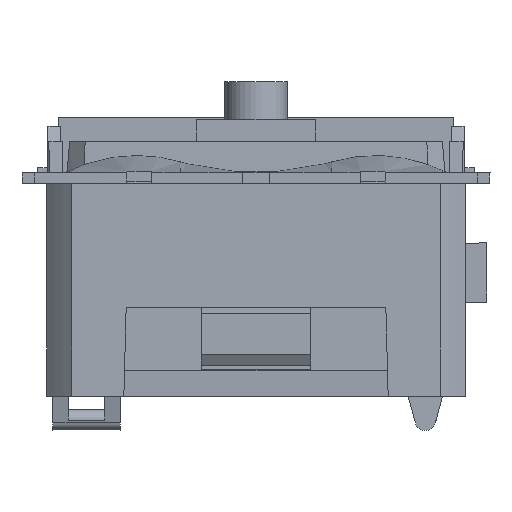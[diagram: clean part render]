
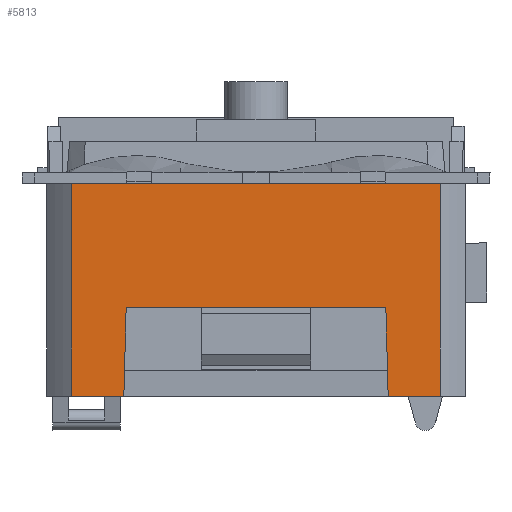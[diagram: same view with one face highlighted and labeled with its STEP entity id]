
A CAD part, front view. The second image highlights one B-rep face of the part: STEP entity #5813.
In plain terms, the highlighted planar face has unit normal (0, -1, 0).
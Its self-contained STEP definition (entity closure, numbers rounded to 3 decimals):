
#5777=AXIS2_PLACEMENT_3D('Plane Axis2P3D',#5774,#5775,#5776) ;
#2239=CARTESIAN_POINT('Vertex',(17.745,-9.1,-20.5)) ;
#2242=CARTESIAN_POINT('Line Origine',(15.233,-9.1,-20.5)) ;
#2246=CARTESIAN_POINT('Vertex',(12.722,-9.1,-20.5)) ;
#2295=CARTESIAN_POINT('Vertex',(-12.723,-9.1,-20.5)) ;
#2298=CARTESIAN_POINT('Line Origine',(-15.234,-9.1,-20.5)) ;
#2302=CARTESIAN_POINT('Vertex',(-17.745,-9.1,-20.5)) ;
#3792=CARTESIAN_POINT('Vertex',(-17.745,-9.1,0.)) ;
#3795=CARTESIAN_POINT('Line Origine',(0.,-9.1,0.)) ;
#3799=CARTESIAN_POINT('Vertex',(17.745,-9.1,0.)) ;
#5762=CARTESIAN_POINT('Line Origine',(-17.745,-9.1,-10.25)) ;
#5774=CARTESIAN_POINT('Axis2P3D Location',(-17.745,-9.1,0.)) ;
#5779=CARTESIAN_POINT('Line Origine',(12.611,-9.1,-16.25)) ;
#5783=CARTESIAN_POINT('Vertex',(12.5,-9.1,-12.)) ;
#5786=CARTESIAN_POINT('Line Origine',(17.745,-9.1,-10.25)) ;
#5791=CARTESIAN_POINT('Line Origine',(-12.612,-9.1,-16.25)) ;
#5795=CARTESIAN_POINT('Vertex',(-12.5,-9.1,-12.)) ;
#5798=CARTESIAN_POINT('Line Origine',(0.,-9.1,-12.)) ;
#2243=DIRECTION('Vector Direction',(1.,0.,0.)) ;
#2299=DIRECTION('Vector Direction',(1.,0.,0.)) ;
#3796=DIRECTION('Vector Direction',(1.,0.,0.)) ;
#5763=DIRECTION('Vector Direction',(0.,0.,1.)) ;
#5775=DIRECTION('Axis2P3D Direction',(-0.,1.,0.)) ;
#5776=DIRECTION('Axis2P3D XDirection',(1.,0.,0.)) ;
#5780=DIRECTION('Vector Direction',(0.026,0.,-1.)) ;
#5787=DIRECTION('Vector Direction',(0.,0.,-1.)) ;
#5792=DIRECTION('Vector Direction',(-0.026,0.,-1.)) ;
#5799=DIRECTION('Vector Direction',(1.,0.,0.)) ;
#2244=VECTOR('Line Direction',#2243,1.) ;
#2300=VECTOR('Line Direction',#2299,1.) ;
#3797=VECTOR('Line Direction',#3796,1.) ;
#5764=VECTOR('Line Direction',#5763,1.) ;
#5781=VECTOR('Line Direction',#5780,1.) ;
#5788=VECTOR('Line Direction',#5787,1.) ;
#5793=VECTOR('Line Direction',#5792,1.) ;
#5800=VECTOR('Line Direction',#5799,1.) ;
#5804=ORIENTED_EDGE('',*,*,#5785,.T.) ;
#5805=ORIENTED_EDGE('',*,*,#2248,.T.) ;
#5806=ORIENTED_EDGE('',*,*,#5790,.F.) ;
#5807=ORIENTED_EDGE('',*,*,#3801,.F.) ;
#5808=ORIENTED_EDGE('',*,*,#5766,.T.) ;
#5809=ORIENTED_EDGE('',*,*,#2304,.T.) ;
#5810=ORIENTED_EDGE('',*,*,#5797,.T.) ;
#5811=ORIENTED_EDGE('',*,*,#5802,.T.) ;
#5813=ADVANCED_FACE('EG00187_A.1',(#5812),#5778,.F.) ;
#2248=EDGE_CURVE('',#2247,#2240,#2245,.T.) ;
#2304=EDGE_CURVE('',#2303,#2296,#2301,.T.) ;
#3801=EDGE_CURVE('',#3793,#3800,#3798,.T.) ;
#5766=EDGE_CURVE('',#3793,#2303,#5765,.F.) ;
#5785=EDGE_CURVE('',#5784,#2247,#5782,.T.) ;
#5790=EDGE_CURVE('',#3800,#2240,#5789,.T.) ;
#5797=EDGE_CURVE('',#2296,#5796,#5794,.F.) ;
#5802=EDGE_CURVE('',#5796,#5784,#5801,.T.) ;
#5803=EDGE_LOOP('',(#5804,#5805,#5806,#5807,#5808,#5809,#5810,#5811)) ;
#5812=FACE_OUTER_BOUND('',#5803,.T.) ;
#2245=LINE('Line',#2242,#2244) ;
#2301=LINE('Line',#2298,#2300) ;
#3798=LINE('Line',#3795,#3797) ;
#5765=LINE('Line',#5762,#5764) ;
#5782=LINE('Line',#5779,#5781) ;
#5789=LINE('Line',#5786,#5788) ;
#5794=LINE('Line',#5791,#5793) ;
#5801=LINE('Line',#5798,#5800) ;
#5778=PLANE('',#5777) ;
#2240=VERTEX_POINT('',#2239) ;
#2247=VERTEX_POINT('',#2246) ;
#2296=VERTEX_POINT('',#2295) ;
#2303=VERTEX_POINT('',#2302) ;
#3793=VERTEX_POINT('',#3792) ;
#3800=VERTEX_POINT('',#3799) ;
#5784=VERTEX_POINT('',#5783) ;
#5796=VERTEX_POINT('',#5795) ;
